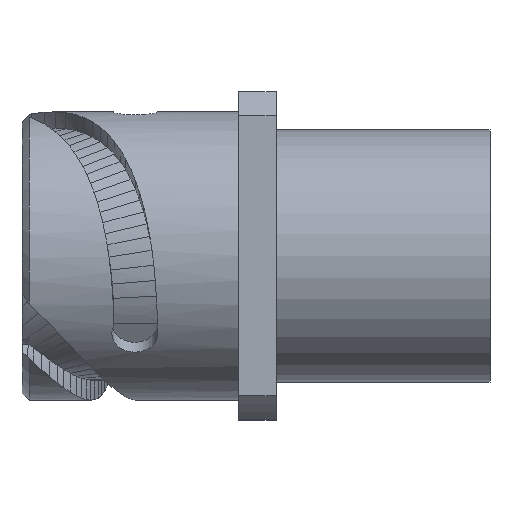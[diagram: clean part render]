
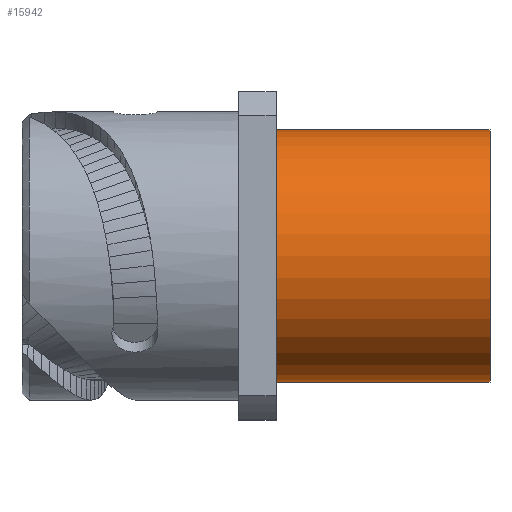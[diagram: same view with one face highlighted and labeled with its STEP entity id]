
A CAD part, top view. The second image highlights one B-rep face of the part: STEP entity #15942.
In plain terms, the highlighted cylindrical face has radius 13.5 mm (diameter 27 mm), a partial arc.
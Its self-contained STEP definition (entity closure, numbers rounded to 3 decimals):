
#3056=CARTESIAN_POINT('',(27.15,0.,0.));
#3057=DIRECTION('',(1.,0.,0.));
#3058=DIRECTION('',(0.,1.,0.));
#3059=AXIS2_PLACEMENT_3D('',#3056,#3057,#3058);
#3238=CARTESIAN_POINT('',(50.,0.,0.));
#3239=DIRECTION('',(1.,0.,0.));
#3240=DIRECTION('',(0.,1.,0.));
#3241=AXIS2_PLACEMENT_3D('',#3238,#3239,#3240);
#3243=DIRECTION('',(-1.,0.,0.));
#3244=VECTOR('',#3243,22.85);
#3245=CARTESIAN_POINT('',(50.,13.5,0.));
#3246=LINE('636',#3245,#3244);
#3247=DIRECTION('',(-1.,0.,0.));
#3248=VECTOR('',#3247,22.85);
#3249=CARTESIAN_POINT('',(50.,-13.5,0.));
#3250=LINE('637',#3249,#3248);
#7148=CARTESIAN_POINT('',(50.,13.5,0.));
#7149=CARTESIAN_POINT('',(27.15,13.5,0.));
#7150=VERTEX_POINT('',#7148);
#7151=VERTEX_POINT('',#7149);
#7152=CARTESIAN_POINT('',(50.,-13.5,0.));
#7153=CARTESIAN_POINT('',(27.15,-13.5,0.));
#7154=VERTEX_POINT('',#7152);
#7155=VERTEX_POINT('',#7153);
#15928=CARTESIAN_POINT('',(-2.5,0.,0.));
#15929=DIRECTION('',(1.,0.,0.));
#15930=DIRECTION('',(0.,-1.,0.));
#15931=AXIS2_PLACEMENT_3D('',#15928,#15929,#15930);
#15932=CYLINDRICAL_SURFACE('247',#15931,13.5);
#15934=ORIENTED_EDGE('636',*,*,#15933,.F.);
#15936=ORIENTED_EDGE('638',*,*,#15935,.T.);
#15938=ORIENTED_EDGE('637',*,*,#15937,.T.);
#15939=ORIENTED_EDGE('1201',*,*,#15751,.F.);
#15940=EDGE_LOOP('247',(#15934,#15936,#15938,#15939));
#15941=FACE_OUTER_BOUND('247',#15940,.F.);
#3060=CIRCLE('1201',#3059,13.5);
#3242=CIRCLE('638',#3241,13.5);
#15751=EDGE_CURVE('1201',#7151,#7155,#3060,.T.);
#15933=EDGE_CURVE('636',#7150,#7151,#3246,.T.);
#15935=EDGE_CURVE('638',#7150,#7154,#3242,.T.);
#15937=EDGE_CURVE('637',#7154,#7155,#3250,.T.);
#15942=ADVANCED_FACE('247',(#15941),#15932,.T.);
